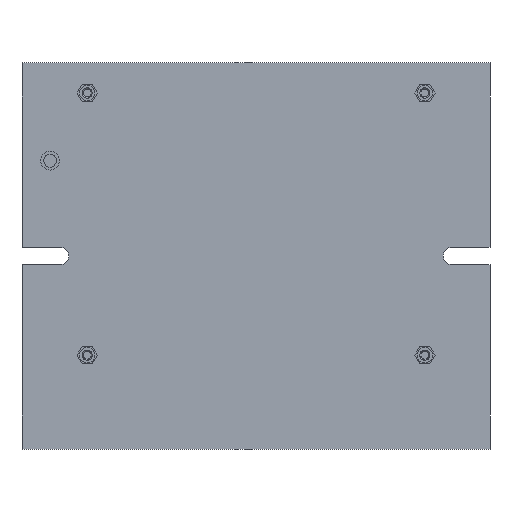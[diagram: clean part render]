
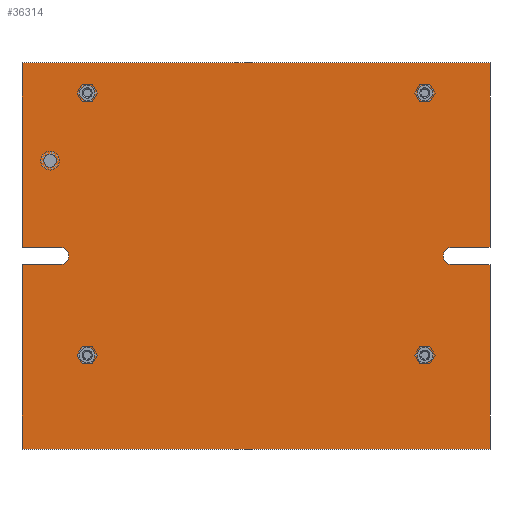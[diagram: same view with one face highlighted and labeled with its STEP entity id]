
A CAD part, front view. The second image highlights one B-rep face of the part: STEP entity #36314.
In plain terms, the highlighted planar face has unit normal (0, -1, 0).
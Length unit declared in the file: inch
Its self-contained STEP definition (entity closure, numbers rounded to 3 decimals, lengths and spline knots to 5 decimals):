
#1438=CIRCLE('',#38480,0.09375);
#1440=CIRCLE('',#38488,0.09375);
#1442=CIRCLE('',#38495,0.0685);
#1444=CIRCLE('',#38498,0.083);
#1446=CIRCLE('',#38501,0.083);
#1448=CIRCLE('',#38504,0.083);
#1450=CIRCLE('',#38507,0.083);
#2661=VERTEX_POINT('',#50236);
#2662=VERTEX_POINT('',#50238);
#2664=VERTEX_POINT('',#50244);
#2666=VERTEX_POINT('',#50250);
#2668=VERTEX_POINT('',#50256);
#2670=VERTEX_POINT('',#50262);
#2672=VERTEX_POINT('',#50268);
#2674=VERTEX_POINT('',#50274);
#2676=VERTEX_POINT('',#50280);
#2678=VERTEX_POINT('',#50286);
#2680=VERTEX_POINT('',#50292);
#2682=VERTEX_POINT('',#50298);
#2684=VERTEX_POINT('',#50307);
#2686=VERTEX_POINT('',#50312);
#2688=VERTEX_POINT('',#50317);
#2690=VERTEX_POINT('',#50322);
#2692=VERTEX_POINT('',#50327);
#6248=VECTOR('',#41533,1.);
#6253=VECTOR('',#41545,1.);
#6256=VECTOR('',#41549,1.);
#6259=VECTOR('',#41553,1.);
#6262=VECTOR('',#41557,1.);
#6265=VECTOR('',#41561,1.);
#6269=VECTOR('',#41572,1.);
#6272=VECTOR('',#41576,1.);
#6275=VECTOR('',#41580,1.);
#6277=VECTOR('',#41583,1.);
#10525=LINE('',#50237,#6248);
#10530=LINE('',#50251,#6253);
#10533=LINE('',#50257,#6256);
#10536=LINE('',#50263,#6259);
#10539=LINE('',#50269,#6262);
#10542=LINE('',#50275,#6265);
#10546=LINE('',#50287,#6269);
#10549=LINE('',#50293,#6272);
#10552=LINE('',#50299,#6275);
#10554=LINE('',#50302,#6277);
#14800=EDGE_CURVE('',#2661,#2662,#10525,.T.);
#14804=EDGE_CURVE('',#2661,#2664,#1438,.T.);
#14807=EDGE_CURVE('',#2666,#2664,#10530,.T.);
#14810=EDGE_CURVE('',#2668,#2666,#10533,.T.);
#14813=EDGE_CURVE('',#2670,#2668,#10536,.T.);
#14816=EDGE_CURVE('',#2672,#2670,#10539,.T.);
#14819=EDGE_CURVE('',#2674,#2672,#10542,.T.);
#14822=EDGE_CURVE('',#2674,#2676,#1440,.T.);
#14825=EDGE_CURVE('',#2678,#2676,#10546,.T.);
#14828=EDGE_CURVE('',#2680,#2678,#10549,.T.);
#14831=EDGE_CURVE('',#2682,#2680,#10552,.T.);
#14833=EDGE_CURVE('',#2662,#2682,#10554,.T.);
#14835=EDGE_CURVE('',#2684,#2684,#1442,.T.);
#14837=EDGE_CURVE('',#2686,#2686,#1444,.T.);
#14839=EDGE_CURVE('',#2688,#2688,#1446,.T.);
#14841=EDGE_CURVE('',#2690,#2690,#1448,.T.);
#14843=EDGE_CURVE('',#2692,#2692,#1450,.T.);
#20285=ORIENTED_EDGE('',*,*,#14843,.F.);
#20286=ORIENTED_EDGE('',*,*,#14841,.F.);
#20287=ORIENTED_EDGE('',*,*,#14839,.F.);
#20288=ORIENTED_EDGE('',*,*,#14837,.F.);
#20289=ORIENTED_EDGE('',*,*,#14835,.F.);
#20290=ORIENTED_EDGE('',*,*,#14833,.F.);
#20291=ORIENTED_EDGE('',*,*,#14800,.F.);
#20292=ORIENTED_EDGE('',*,*,#14804,.T.);
#20293=ORIENTED_EDGE('',*,*,#14807,.F.);
#20294=ORIENTED_EDGE('',*,*,#14810,.F.);
#20295=ORIENTED_EDGE('',*,*,#14813,.F.);
#20296=ORIENTED_EDGE('',*,*,#14816,.F.);
#20297=ORIENTED_EDGE('',*,*,#14819,.F.);
#20298=ORIENTED_EDGE('',*,*,#14822,.T.);
#20299=ORIENTED_EDGE('',*,*,#14825,.F.);
#20300=ORIENTED_EDGE('',*,*,#14828,.F.);
#20301=ORIENTED_EDGE('',*,*,#14831,.F.);
#31062=EDGE_LOOP('',(#20285));
#31063=EDGE_LOOP('',(#20286));
#31064=EDGE_LOOP('',(#20287));
#31065=EDGE_LOOP('',(#20288));
#31066=EDGE_LOOP('',(#20289));
#31067=EDGE_LOOP('',(#20290,#20291,#20292,#20293,#20294,#20295,#20296,#20297,
#20298,#20299,#20300,#20301));
#33687=FACE_BOUND('',#31062,.T.);
#33688=FACE_BOUND('',#31063,.T.);
#33689=FACE_BOUND('',#31064,.T.);
#33690=FACE_BOUND('',#31065,.T.);
#33691=FACE_BOUND('',#31066,.T.);
#33692=FACE_BOUND('',#31067,.T.);
#36314=ADVANCED_FACE('',(#33687,#33688,#33689,#33690,#33691,#33692),#61223,
 .F.);
#38480=AXIS2_PLACEMENT_3D('',#50245,#41540,#41541);
#38488=AXIS2_PLACEMENT_3D('',#50281,#41567,#41568);
#38495=AXIS2_PLACEMENT_3D('',#50306,#41588,#41589);
#38498=AXIS2_PLACEMENT_3D('',#50311,#41594,#41595);
#38501=AXIS2_PLACEMENT_3D('',#50316,#41600,#41601);
#38504=AXIS2_PLACEMENT_3D('',#50321,#41606,#41607);
#38507=AXIS2_PLACEMENT_3D('',#50326,#41612,#41613);
#38509=AXIS2_PLACEMENT_3D('',#50329,#41615,$);
#41533=DIRECTION('',(1.,0.,0.));
#41540=DIRECTION('',(0.,1.,0.));
#41541=DIRECTION('',(0.094,0.,0.));
#41545=DIRECTION('',(-1.,0.,0.));
#41549=DIRECTION('',(0.,0.,-1.));
#41553=DIRECTION('',(1.,0.,0.));
#41557=DIRECTION('',(0.,0.,1.));
#41561=DIRECTION('',(-1.,0.,0.));
#41567=DIRECTION('',(0.,1.,0.));
#41568=DIRECTION('',(0.094,0.,0.));
#41572=DIRECTION('',(1.,0.,0.));
#41576=DIRECTION('',(0.,0.,1.));
#41580=DIRECTION('',(-1.,0.,0.));
#41583=DIRECTION('',(0.,0.,-1.));
#41588=DIRECTION('',(0.,-1.,0.));
#41589=DIRECTION('',(0.069,0.,0.));
#41594=DIRECTION('',(0.,-1.,0.));
#41595=DIRECTION('',(0.083,0.,0.));
#41600=DIRECTION('',(0.,-1.,0.));
#41601=DIRECTION('',(0.083,0.,0.));
#41606=DIRECTION('',(0.,-1.,0.));
#41607=DIRECTION('',(0.083,0.,0.));
#41612=DIRECTION('',(0.,-1.,0.));
#41613=DIRECTION('',(0.083,0.,0.));
#41615=DIRECTION('',(0.,1.,0.));
#50236=CARTESIAN_POINT('',(2.09375,0.,-0.09375));
#50237=CARTESIAN_POINT('',(2.09375,0.,-0.09375));
#50238=CARTESIAN_POINT('',(2.5,0.,-0.09375));
#50244=CARTESIAN_POINT('',(2.09375,0.,0.09375));
#50245=CARTESIAN_POINT('',(2.09375,0.,0.));
#50250=CARTESIAN_POINT('',(2.5,0.,0.09375));
#50251=CARTESIAN_POINT('',(2.5,0.,0.09375));
#50256=CARTESIAN_POINT('',(2.5,0.,2.0625));
#50257=CARTESIAN_POINT('',(2.5,0.,2.0625));
#50262=CARTESIAN_POINT('',(-2.5,0.,2.0625));
#50263=CARTESIAN_POINT('',(-2.5,0.,2.0625));
#50268=CARTESIAN_POINT('',(-2.5,0.,0.09375));
#50269=CARTESIAN_POINT('',(-2.5,0.,0.09375));
#50274=CARTESIAN_POINT('',(-2.09375,0.,0.09375));
#50275=CARTESIAN_POINT('',(-2.09375,0.,0.09375));
#50280=CARTESIAN_POINT('',(-2.09375,0.,-0.09375));
#50281=CARTESIAN_POINT('',(-2.09375,0.,0.));
#50286=CARTESIAN_POINT('',(-2.5,0.,-0.09375));
#50287=CARTESIAN_POINT('',(-2.5,0.,-0.09375));
#50292=CARTESIAN_POINT('',(-2.5,0.,-2.0625));
#50293=CARTESIAN_POINT('',(-2.5,0.,-2.0625));
#50298=CARTESIAN_POINT('',(2.5,0.,-2.0625));
#50299=CARTESIAN_POINT('',(2.5,0.,-2.0625));
#50302=CARTESIAN_POINT('',(2.5,0.,-0.09375));
#50306=CARTESIAN_POINT('',(-2.2,0.,1.01762));
#50307=CARTESIAN_POINT('',(-2.1315,0.,1.01762));
#50311=CARTESIAN_POINT('',(1.804,0.,1.7415));
#50312=CARTESIAN_POINT('',(1.887,0.,1.7415));
#50316=CARTESIAN_POINT('',(-1.804,0.,-1.0595));
#50317=CARTESIAN_POINT('',(-1.721,0.,-1.0595));
#50321=CARTESIAN_POINT('',(1.804,0.,-1.0595));
#50322=CARTESIAN_POINT('',(1.887,0.,-1.0595));
#50326=CARTESIAN_POINT('',(-1.804,0.,1.7415));
#50327=CARTESIAN_POINT('',(-1.721,0.,1.7415));
#50329=CARTESIAN_POINT('',(0.,0.,0.));
#61223=PLANE('',#38509);
